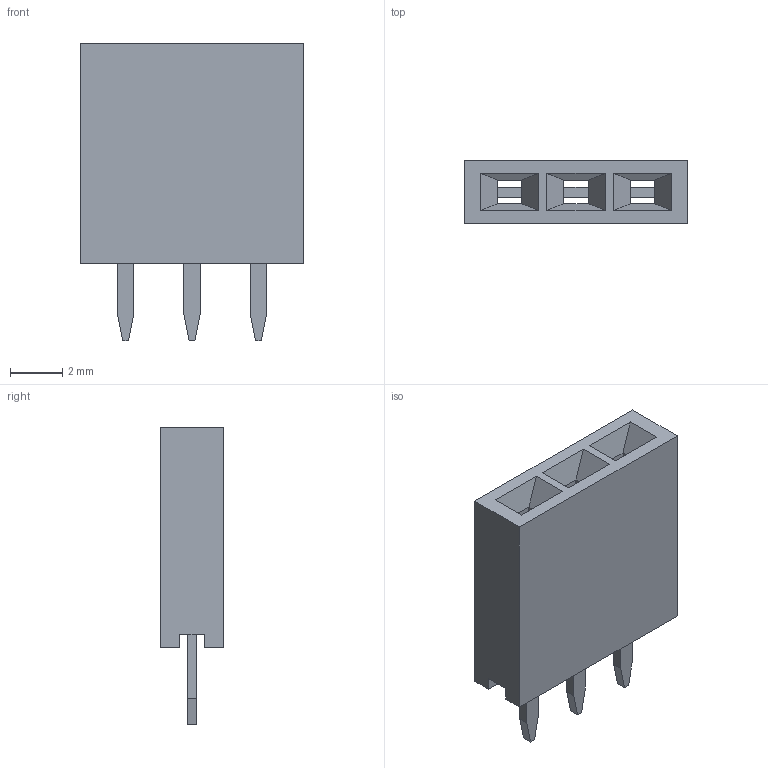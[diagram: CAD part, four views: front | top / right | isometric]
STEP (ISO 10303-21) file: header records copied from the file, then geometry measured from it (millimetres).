
FILE_DESCRIPTION(/* description */ (''),/* implementation_level */ '2;1');
FILE_NAME(/* name */ 'Pin_Female_1x3.stp',/* time_stamp */ '2018-07-15T22:28:32+02:00',/* author */ ('gabri'),/* organization */ (''),/* preprocessor_version */ 'ST-DEVELOPER v17',/* originating_system */ 'Autodesk Inventor 2019',/* authorisation */ '');
FILE_SCHEMA (('AUTOMOTIVE_DESIGN { 1 0 10303 214 3 1 1 }'));
Length unit declared in the file: millimetre
Products named in the file (1): Pin_Female_1x3
Bounding box: 8.53 x 2.42 x 11.38 mm (x, y, z)
Volume: 134.6 mm3; surface area: 478.5 mm2
Topology: 4 solids, 4 shells, 121 faces, 336 edges, 220 vertices
Faces by surface type: plane 121
Entity records: 3957 total; most frequent: CARTESIAN_POINT 678, ORIENTED_EDGE 672, DIRECTION 580, LINE 336, VECTOR 336, EDGE_CURVE 336, VERTEX_POINT 220, STYLED_ITEM 125
